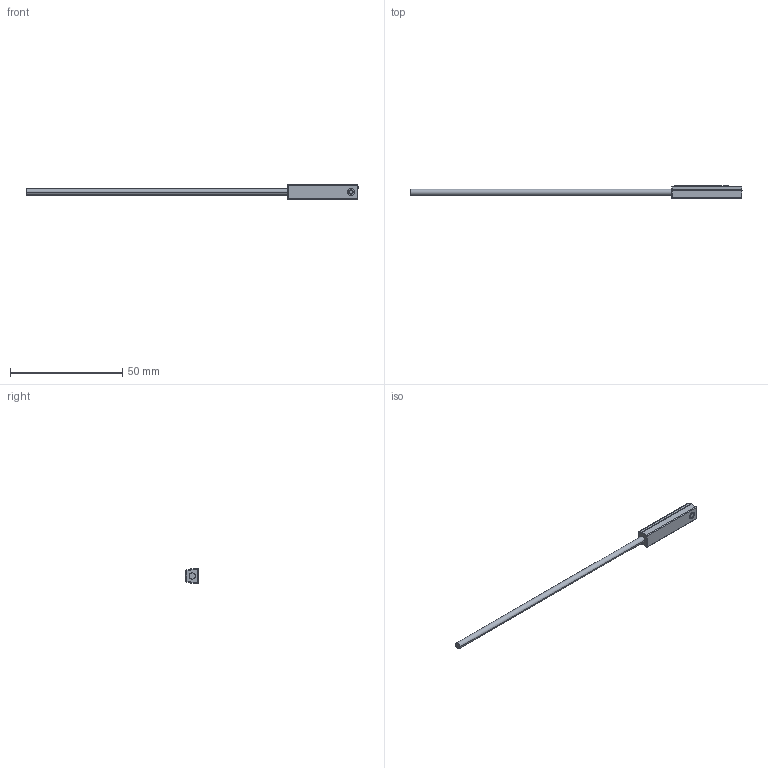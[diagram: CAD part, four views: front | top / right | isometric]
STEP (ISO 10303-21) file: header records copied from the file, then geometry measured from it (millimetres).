
FILE_DESCRIPTION (( 'STEP AP214' ), '1' );
FILE_NAME ('CPS9T-AN-A.STEP', '2017-04-26T12:29:12', ( '' ), ( '' ), 'SwSTEP 2.0', 'SolidWorks 2017', '' );
FILE_SCHEMA (( 'AUTOMOTIVE_DESIGN' ));
Length unit declared in the file: inch
Products named in the file (1): CPS9T-AN-A
Bounding box: 147.99 x 5.65 x 6.5 mm (x, y, z)
Volume: 1761.6 mm3; surface area: 1915 mm2
Topology: 2 solids, 2 shells, 127 faces, 343 edges, 202 vertices
Faces by surface type: plane 61, cylinder 34, bspline 32
Entity records: 4645 total; most frequent: CARTESIAN_POINT 1258, ORIENTED_EDGE 638, DIRECTION 628, EDGE_CURVE 319, AXIS2_PLACEMENT_3D 221, VERTEX_POINT 202, LINE 186, VECTOR 186
